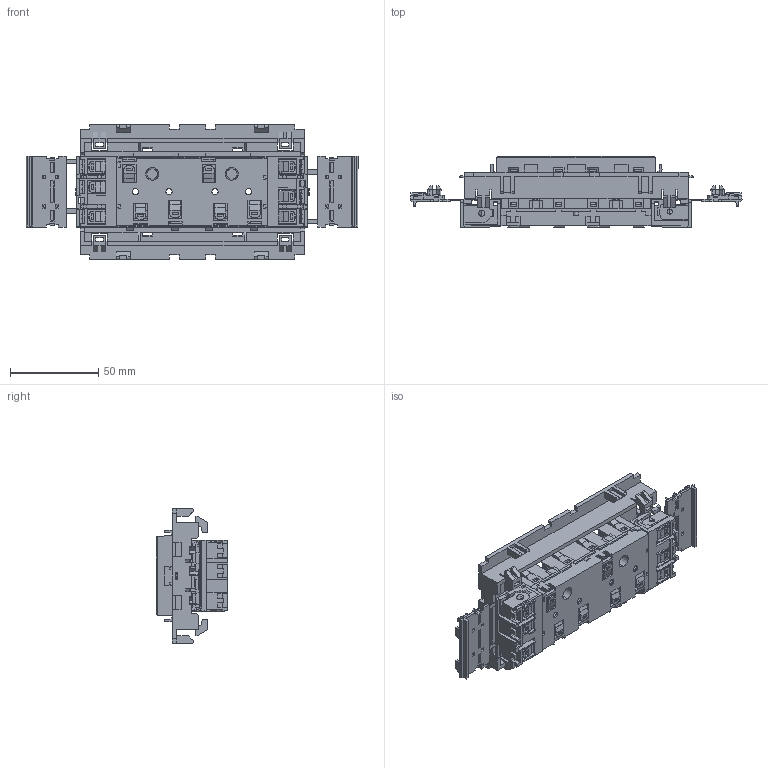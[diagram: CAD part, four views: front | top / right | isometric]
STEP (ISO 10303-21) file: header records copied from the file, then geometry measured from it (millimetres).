
FILE_DESCRIPTION (( 'STEP AP214' ), '1' );
FILE_NAME ('6120442_KSTP1.stp', '2025-09-30T12:39:18', ( '' ), ( '' ), 'SwSTEP 2.0', 'SolidWorks 2024', '' );
FILE_SCHEMA (( 'AUTOMOTIVE_DESIGN' ));
Length unit declared in the file: millimetre
Products named in the file (8): 044679_Standard; 6120442_KSTP1; 044053_Standard; 044033; 047801_Standard; 044052_Standard; 077655_Standard; 044037
Assembly tree (8 placements, depth 3):
  6120442_KSTP1
    044037
    077655_Standard
      044033
      044679_Standard  x2
    044052_Standard
    044053_Standard
    047801_Standard
Bounding box: 187.7 x 40.25 x 76.2 mm (x, y, z)
Volume: 76111.2 mm3; surface area: 108239 mm2
Topology: 7 solids, 7 shells, 3799 faces, 11148 edges, 7280 vertices
Faces by surface type: plane 3300, cylinder 269, cone 156, bspline 62, torus 12
Entity records: 118970 total; most frequent: CARTESIAN_POINT 23090, ORIENTED_EDGE 21222, DIRECTION 17981, EDGE_CURVE 10611, LINE 9771, VECTOR 9771, VERTEX_POINT 6950, AXIS2_PLACEMENT_3D 4105
